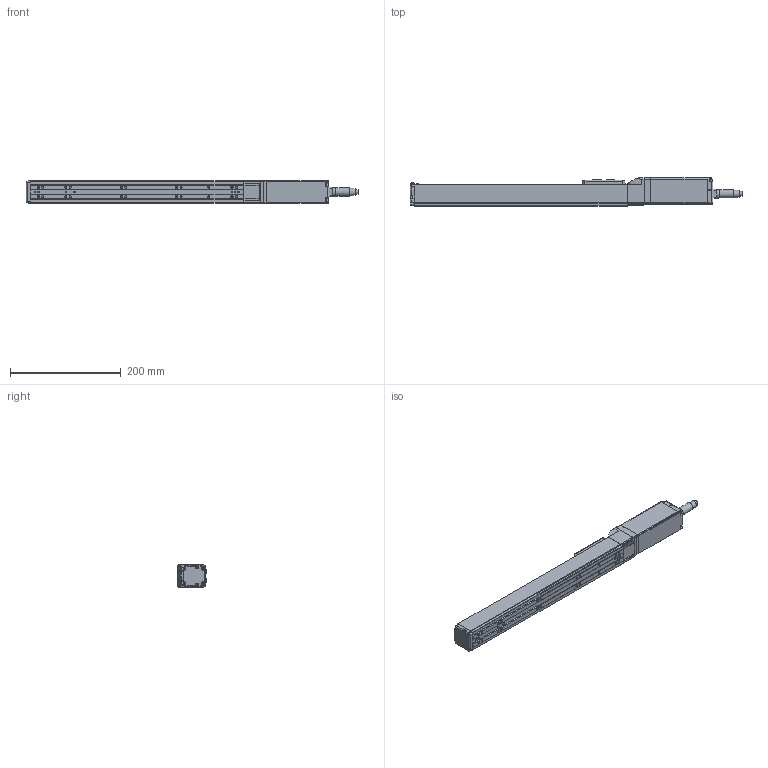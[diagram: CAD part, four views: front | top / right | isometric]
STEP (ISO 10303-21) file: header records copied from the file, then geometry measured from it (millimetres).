
FILE_DESCRIPTION( ( 'STEP AP214' ), ' ' );
FILE_NAME( 'RCP6-SA4C-WA-35P-10-300-P3-N(00).stp', '2018-01-17T11:57:08', ( '' ), ( '' ), ' ', 'PARTsolutions', ' ' );
FILE_SCHEMA( ( 'AUTOMOTIVE_DESIGN { 1 0 10303 214 1 1 1 1 }' ) );
Length unit declared in the file: millimetre
Products named in the file (4): RCP6-SA4C-WA-35P-10-300-P3-N(00); _RCP6-SA4-300-Body; _RCP6-SA4-35P-Motor; _RCP6-SA4C_slider
Assembly tree (3 placements, depth 2):
  RCP6-SA4C-WA-35P-10-300-P3-N(00)
    _RCP6-SA4-300-Body
    _RCP6-SA4-35P-Motor
    _RCP6-SA4C_slider
Bounding box: 599.5 x 52 x 40 mm (x, y, z)
Volume: 923622.3 mm3; surface area: 110760 mm2
Topology: 3 solids, 3 shells, 704 faces, 1782 edges, 1161 vertices
Faces by surface type: plane 454, cylinder 178, cone 44, torus 16, sphere 12
Full cylindrical faces by diameter (mm): 2.459 x12, 3 x10, 3.242 x11, 3.4 x12, 4 x1, 5.2 x2, 5.5 x12, 5.8 x2, 6.5 x16, 6.7 x2, 9 x1, 14.7 x1
Entity records: 26123 total; most frequent: CARTESIAN_POINT 3946, DIRECTION 3461, ORIENTED_EDGE 3166, EDGE_CURVE 1583, AXIS2_PLACEMENT_3D 1227, VERTEX_POINT 1134, LINE 1007, VECTOR 1007
